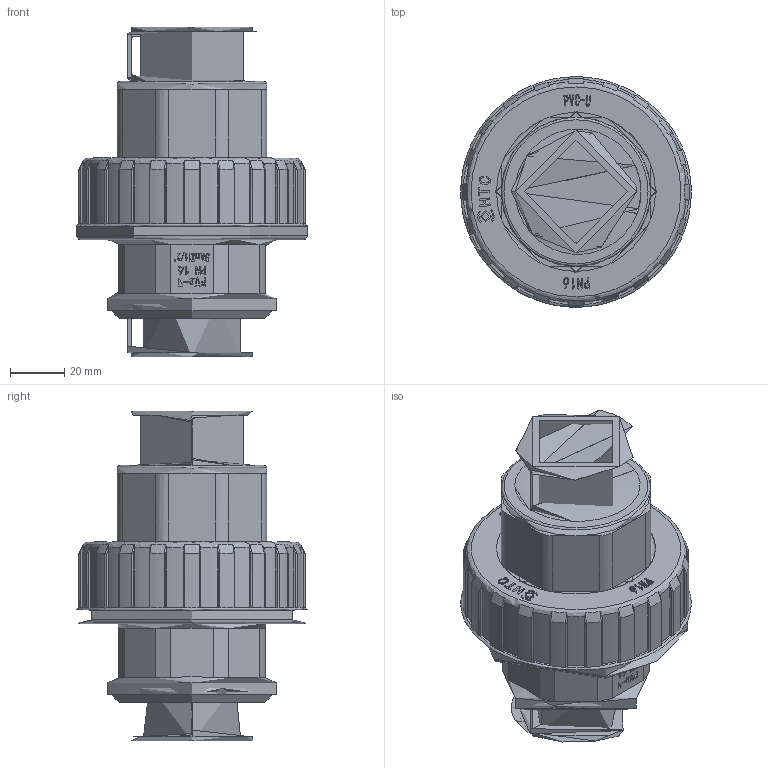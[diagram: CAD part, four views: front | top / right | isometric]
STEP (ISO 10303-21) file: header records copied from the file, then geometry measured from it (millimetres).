
FILE_DESCRIPTION(/* description */ (''),/* implementation_level */ '2;1');
FILE_NAME(/* name */ 'AF0618_11-2.step',/* time_stamp */ '2026-01-26T13:02:30+01:00',/* author */ (''),/* organization */ (''),/* preprocessor_version */ 'ST-DEVELOPER v20.1',/* originating_system */ 'Autodesk Translation Framework v14.24.0.0',/* authorisation */ '');
FILE_SCHEMA (('AUTOMOTIVE_DESIGN { 1 0 10303 214 3 1 1 }'));
Length unit declared in the file: millimetre
Products named in the file (1): 2026-01-26-11-56-27-221
Bounding box: 85 x 84.77 x 121.42 mm (x, y, z)
Volume: 205314.4 mm3; surface area: 84842.2 mm2
Topology: 6 solids, 6 shells, 1089 faces, 3006 edges, 1985 vertices
Faces by surface type: plane 698, cylinder 193, bspline 160, torus 34, cone 4
Full cylindrical faces by diameter (mm): 2.759 x1, 3.06 x1, 3.759 x1, 4.08 x1, 36 x1, 38 x1, 42 x1, 44.1 x1, 44.845 x15, 47.803 x13, 48 x3, 55 x1, 58 x3, 58.5 x1, 62.5 x1, 62.752 x16, 62.8 x1, 65.71 x15, 85 x1
Entity records: 63449 total; most frequent: CARTESIAN_POINT 36744, ORIENTED_EDGE 6012, DIRECTION 4784, EDGE_CURVE 3006, LINE 2044, VECTOR 2044, VERTEX_POINT 1985, AXIS2_PLACEMENT_3D 1370
